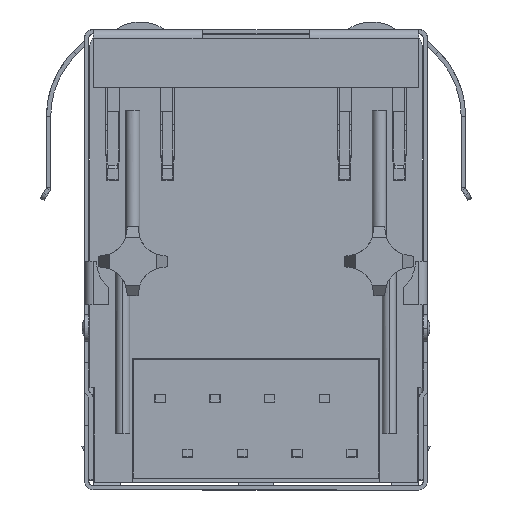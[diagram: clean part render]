
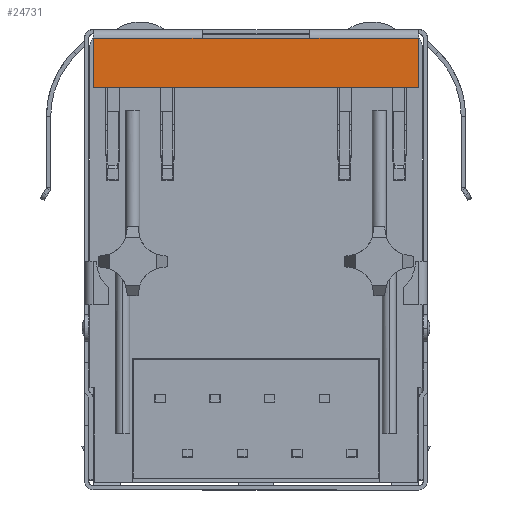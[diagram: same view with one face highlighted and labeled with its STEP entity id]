
A CAD part, front view. The second image highlights one B-rep face of the part: STEP entity #24731.
In plain terms, the highlighted planar face has unit normal (0, -1, 0).
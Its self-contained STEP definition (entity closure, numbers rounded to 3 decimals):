
#928 = VECTOR ( 'NONE', #28769, 1000. ) ;
#2347 = DIRECTION ( 'NONE',  ( 1., 0., 0. ) ) ;
#2376 = LINE ( 'NONE', #20161, #38395 ) ;
#2479 = VERTEX_POINT ( 'NONE', #46525 ) ;
#2685 = EDGE_CURVE ( 'NONE', #31580, #25050, #2376, .T. ) ;
#4811 = VERTEX_POINT ( 'NONE', #23665 ) ;
#5265 = PLANE ( 'NONE',  #44007 ) ;
#6900 = VERTEX_POINT ( 'NONE', #7142 ) ;
#7142 = CARTESIAN_POINT ( 'NONE',  ( -25.374, -1.825, 7.625 ) ) ;
#7680 = CARTESIAN_POINT ( 'NONE',  ( -40.474, -1.825, 9.925 ) ) ;
#9018 = EDGE_CURVE ( 'NONE', #18988, #4811, #42264, .T. ) ;
#9141 = DIRECTION ( 'NONE',  ( 0., -1., 0. ) ) ;
#9515 = CARTESIAN_POINT ( 'NONE',  ( -40.474, -1.825, 9.925 ) ) ;
#11756 = LINE ( 'NONE', #7680, #37903 ) ;
#12249 = DIRECTION ( 'NONE',  ( 1., 0., 0. ) ) ;
#12453 = VECTOR ( 'NONE', #25164, 1000. ) ;
#15484 = DIRECTION ( 'NONE',  ( -1., 0., 0. ) ) ;
#16257 = CARTESIAN_POINT ( 'NONE',  ( -35.424, -1.825, 9.925 ) ) ;
#16688 = VECTOR ( 'NONE', #2347, 1000. ) ;
#17579 = CARTESIAN_POINT ( 'NONE',  ( -25.374, -1.825, 10.325 ) ) ;
#17603 = LINE ( 'NONE', #41419, #20425 ) ;
#18988 = VERTEX_POINT ( 'NONE', #27796 ) ;
#19680 = FACE_OUTER_BOUND ( 'NONE', #45317, .T. ) ;
#20161 = CARTESIAN_POINT ( 'NONE',  ( -25.374, -1.825, 9.925 ) ) ;
#20425 = VECTOR ( 'NONE', #23067, 1000. ) ;
#23067 = DIRECTION ( 'NONE',  ( 1., 0., 0. ) ) ;
#23665 = CARTESIAN_POINT ( 'NONE',  ( -25.374, -1.825, 9.925 ) ) ;
#24065 = CARTESIAN_POINT ( 'NONE',  ( -40.474, -1.825, 10.325 ) ) ;
#24287 = EDGE_CURVE ( 'NONE', #6900, #4811, #42675, .T. ) ;
#24731 = ADVANCED_FACE ( 'NONE', ( #19680 ), #5265, .T. ) ;
#25050 = VERTEX_POINT ( 'NONE', #16257 ) ;
#25164 = DIRECTION ( 'NONE',  ( 0., 0., 1. ) ) ;
#27796 = CARTESIAN_POINT ( 'NONE',  ( -30.424, -1.825, 9.925 ) ) ;
#28459 = CARTESIAN_POINT ( 'NONE',  ( -25.374, -1.825, 9.925 ) ) ;
#28769 = DIRECTION ( 'NONE',  ( 0., 0., -1. ) ) ;
#30174 = EDGE_CURVE ( 'NONE', #31580, #2479, #41030, .T. ) ;
#30372 = ORIENTED_EDGE ( 'NONE', *, *, #41337, .T. ) ;
#30589 = ORIENTED_EDGE ( 'NONE', *, *, #47838, .T. ) ;
#31580 = VERTEX_POINT ( 'NONE', #9515 ) ;
#32525 = CARTESIAN_POINT ( 'NONE',  ( -40.474, -1.825, 10.325 ) ) ;
#34256 = ORIENTED_EDGE ( 'NONE', *, *, #2685, .F. ) ;
#37903 = VECTOR ( 'NONE', #15484, 1000. ) ;
#38013 = ORIENTED_EDGE ( 'NONE', *, *, #9018, .F. ) ;
#38395 = VECTOR ( 'NONE', #46176, 1000. ) ;
#41030 = LINE ( 'NONE', #32525, #928 ) ;
#41337 = EDGE_CURVE ( 'NONE', #2479, #6900, #17603, .T. ) ;
#41419 = CARTESIAN_POINT ( 'NONE',  ( -40.474, -1.825, 7.625 ) ) ;
#42264 = LINE ( 'NONE', #28459, #16688 ) ;
#42675 = LINE ( 'NONE', #17579, #12453 ) ;
#44007 = AXIS2_PLACEMENT_3D ( 'NONE', #24065, #9141, #12249 ) ;
#44490 = ORIENTED_EDGE ( 'NONE', *, *, #30174, .T. ) ;
#45317 = EDGE_LOOP ( 'NONE', ( #34256, #44490, #30372, #47591, #38013, #30589 ) ) ;
#46176 = DIRECTION ( 'NONE',  ( 1., 0., 0. ) ) ;
#46525 = CARTESIAN_POINT ( 'NONE',  ( -40.474, -1.825, 7.625 ) ) ;
#47591 = ORIENTED_EDGE ( 'NONE', *, *, #24287, .T. ) ;
#47838 = EDGE_CURVE ( 'NONE', #18988, #25050, #11756, .T. ) ;
